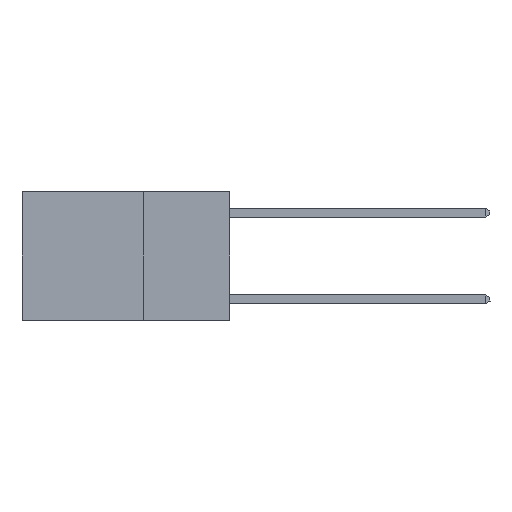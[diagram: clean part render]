
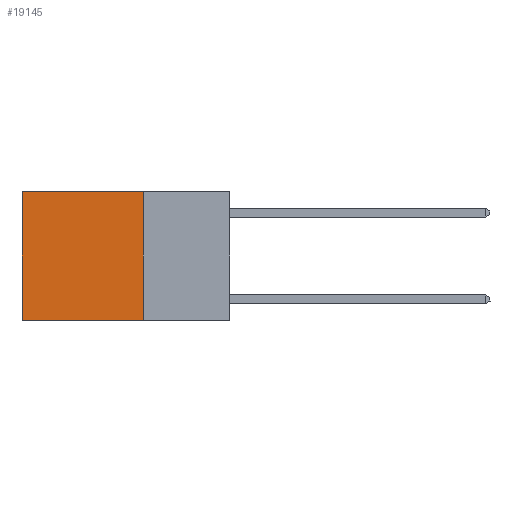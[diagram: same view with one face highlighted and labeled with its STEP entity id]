
A CAD part, left-side view. The second image highlights one B-rep face of the part: STEP entity #19145.
In plain terms, the highlighted planar face has unit normal (-1, 0, 0).
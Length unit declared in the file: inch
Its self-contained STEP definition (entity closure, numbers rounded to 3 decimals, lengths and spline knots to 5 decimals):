
#1341 = LINE ( 'NONE', #12474, #26535 ) ;
#2002 = EDGE_CURVE ( 'NONE', #8980, #13288, #8476, .T. ) ;
#2053 = CARTESIAN_POINT ( 'NONE',  ( 0.2625, 0.25, -0.37 ) ) ;
#2175 = CARTESIAN_POINT ( 'NONE',  ( 0.2625, 0.25, -0.37 ) ) ;
#2441 = VECTOR ( 'NONE', #15151, 39.37008 ) ;
#2482 = DIRECTION ( 'NONE',  ( 0., 0., -1. ) ) ;
#2567 = ORIENTED_EDGE ( 'NONE', *, *, #2002, .F. ) ;
#4270 = ORIENTED_EDGE ( 'NONE', *, *, #15707, .T. ) ;
#4795 = CARTESIAN_POINT ( 'NONE',  ( 0.2625, 0.25, 0. ) ) ;
#6666 = DIRECTION ( 'NONE',  ( 0., 0., -1. ) ) ;
#8290 = CARTESIAN_POINT ( 'NONE',  ( 0.2625, 0.6, 0. ) ) ;
#8366 = CARTESIAN_POINT ( 'NONE',  ( 0.2625, 0.25, 0. ) ) ;
#8476 = LINE ( 'NONE', #4795, #2441 ) ;
#8704 = CARTESIAN_POINT ( 'NONE',  ( 0.2625, 0.25, 0. ) ) ;
#8980 = VERTEX_POINT ( 'NONE', #8366 ) ;
#9282 = VECTOR ( 'NONE', #2482, 39.37008 ) ;
#12443 = ORIENTED_EDGE ( 'NONE', *, *, #26438, .F. ) ;
#12474 = CARTESIAN_POINT ( 'NONE',  ( 0.2625, 0.25, 0. ) ) ;
#12813 = CARTESIAN_POINT ( 'NONE',  ( 0.2625, 0.6, 0. ) ) ;
#13288 = VERTEX_POINT ( 'NONE', #2175 ) ;
#14651 = VERTEX_POINT ( 'NONE', #22332 ) ;
#15151 = DIRECTION ( 'NONE',  ( 0., 0., -1. ) ) ;
#15707 = EDGE_CURVE ( 'NONE', #19702, #14651, #21125, .T. ) ;
#16113 = VECTOR ( 'NONE', #22734, 39.37008 ) ;
#16498 = LINE ( 'NONE', #2053, #16113 ) ;
#16736 = DIRECTION ( 'NONE',  ( 0., 1., 0. ) ) ;
#17138 = ORIENTED_EDGE ( 'NONE', *, *, #25454, .T. ) ;
#18957 = PLANE ( 'NONE',  #19843 ) ;
#19145 = ADVANCED_FACE ( 'NONE', ( #25033 ), #18957, .F. ) ;
#19702 = VERTEX_POINT ( 'NONE', #8290 ) ;
#19843 = AXIS2_PLACEMENT_3D ( 'NONE', #8704, #25441, #6666 ) ;
#21125 = LINE ( 'NONE', #12813, #9282 ) ;
#21918 = EDGE_LOOP ( 'NONE', ( #4270, #12443, #2567, #17138 ) ) ;
#22332 = CARTESIAN_POINT ( 'NONE',  ( 0.2625, 0.6, -0.37 ) ) ;
#22734 = DIRECTION ( 'NONE',  ( 0., 1., 0. ) ) ;
#25033 = FACE_OUTER_BOUND ( 'NONE', #21918, .T. ) ;
#25441 = DIRECTION ( 'NONE',  ( 1., 0., 0. ) ) ;
#25454 = EDGE_CURVE ( 'NONE', #8980, #19702, #1341, .T. ) ;
#26438 = EDGE_CURVE ( 'NONE', #13288, #14651, #16498, .T. ) ;
#26535 = VECTOR ( 'NONE', #16736, 39.37008 ) ;
